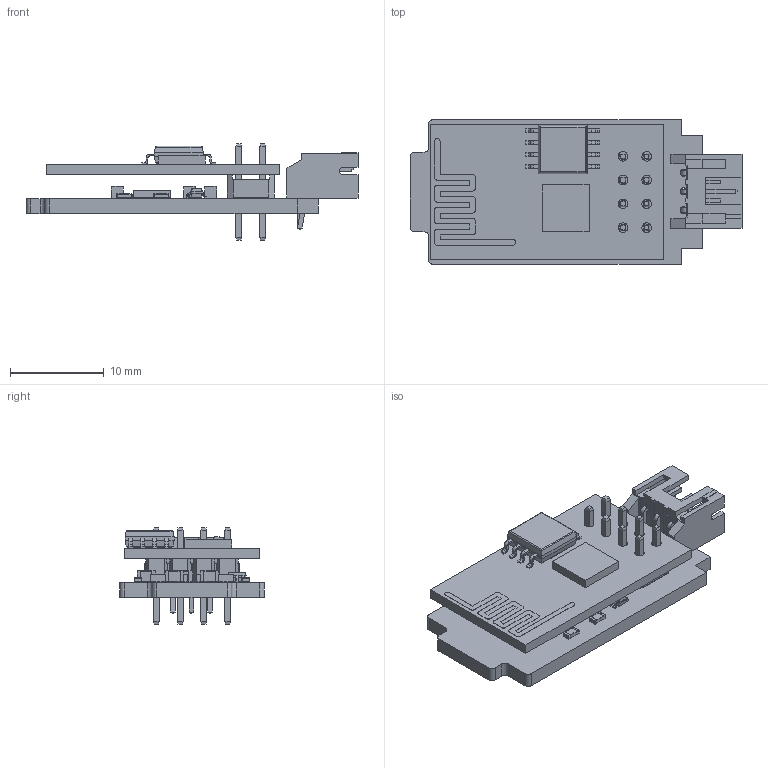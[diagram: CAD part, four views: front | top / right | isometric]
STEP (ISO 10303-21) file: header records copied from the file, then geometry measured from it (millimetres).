
FILE_DESCRIPTION(('KiCad electronic assembly'),'2;1');
FILE_NAME('pixel-stick.step','2019-12-11T00:20:10',('An Author'),( 'A Company'),'Open CASCADE STEP processor 6.9', 'KiCad to STEP converter','Unknown');
FILE_SCHEMA(('AUTOMOTIVE_DESIGN { 1 0 10303 214 1 1 1 1 }'));
Length unit declared in the file: millimetre
Products named in the file (14): Open CASCADE STEP translator 6.9 1; WSON-8_4x4mm_P0.8mm; SOLID; C_0805_2012Metric; R_0603_1608Metric; JST_PH_S3B-PH-K_1x03_P2.00mm_Horizontal; SOT-353_SC-70-5; ESP8266_ESP01_cp; COMPOUND
Assembly tree (22 placements, depth 3):
  Open CASCADE STEP translator 6.9 1
    WSON-8_4x4mm_P0.8mm  x2
      SOLID
    C_0805_2012Metric  x5
      SOLID
    R_0603_1608Metric  x5
      SOLID
    JST_PH_S3B-PH-K_1x03_P2.00mm_Horizontal
      SOLID
    SOT-353_SC-70-5
      SOLID
    ESP8266_ESP01_cp
      COMPOUND
    COMPOUND
Bounding box: 35.5 x 15.5 x 10.3 mm (x, y, z)
Volume: 1487.7 mm3; surface area: 3199.5 mm2
Topology: 32 solids, 32 shells, 1064 faces, 3336 edges, 2920 vertices
Faces by surface type: plane 816, cylinder 219, bspline 29
Full cylindrical faces by diameter (mm): 0.6 x2, 0.75 x3, 1.016 x8
Entity records: 60559 total; most frequent: CARTESIAN_POINT 11169, DIRECTION 8177, LINE 5633, VECTOR 5633, ORIENTED_EDGE 4068, PCURVE 4068, DEFINITIONAL_REPRESENTATION 4068, EDGE_CURVE 2034
